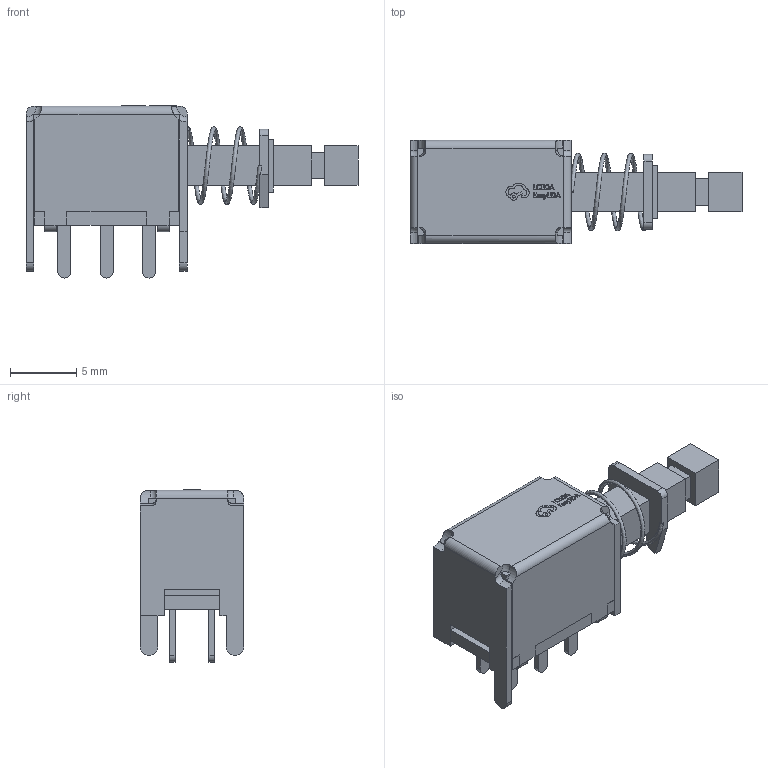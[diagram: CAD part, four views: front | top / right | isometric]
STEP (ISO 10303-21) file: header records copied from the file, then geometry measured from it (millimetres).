
FILE_DESCRIPTION (( 'STEP AP214' ), '1' );
FILE_NAME ('SW-TH_G-SWITCH-PS-22F03N.STEP', '2025-07-06T11:28:48', ( 'User' ), ( 'China' ), 'SwSTEP 2.0', 'SolidWorks 2020', '' );
FILE_SCHEMA (( 'AUTOMOTIVE_DESIGN' ));
Length unit declared in the file: millimetre
Products named in the file (1): SW-TH_G-SWITCH-PS-22F03N
Bounding box: 25.1 x 7.8 x 13.01 mm (x, y, z)
Volume: 994.3 mm3; surface area: 1659.7 mm2
Topology: 2 solids, 2 shells, 448 faces, 1232 edges, 816 vertices
Faces by surface type: plane 302, bspline 100, cylinder 42, torus 4
Entity records: 20592 total; most frequent: CARTESIAN_POINT 4848, ORIENTED_EDGE 2464, DIRECTION 1811, EDGE_CURVE 1232, LINE 913, VECTOR 913, VERTEX_POINT 816, EDGE_LOOP 478
